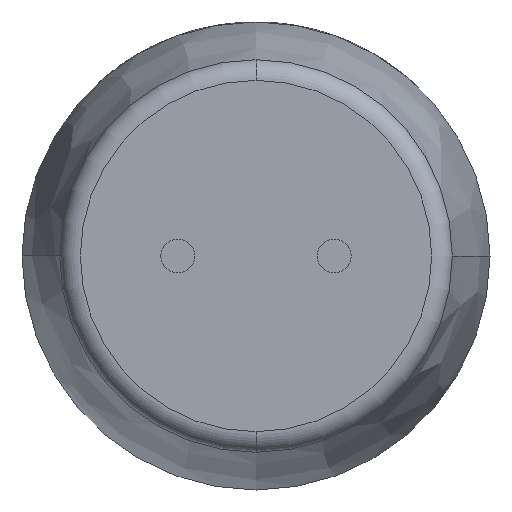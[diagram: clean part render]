
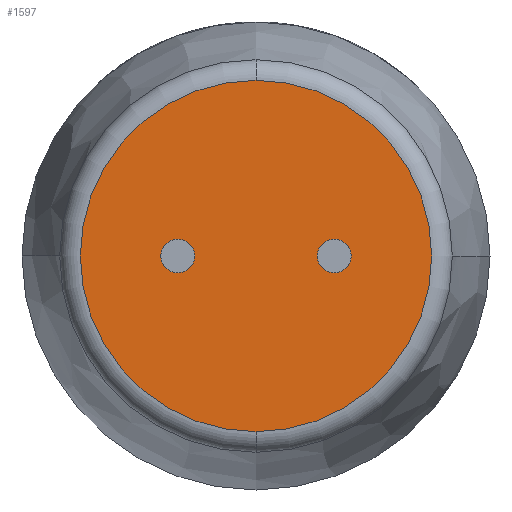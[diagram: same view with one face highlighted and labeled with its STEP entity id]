
A CAD part, front view. The second image highlights one B-rep face of the part: STEP entity #1597.
In plain terms, the highlighted planar face has unit normal (0, -1, 0).
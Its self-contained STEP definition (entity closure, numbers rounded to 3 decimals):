
#70 = CARTESIAN_POINT ( 'NONE',  ( 1.27, 0., 0. ) ) ;
#173 = DIRECTION ( 'NONE',  ( 0., 0., -1. ) ) ;
#235 = CIRCLE ( 'NONE', #1133, 0.275 ) ;
#332 = FACE_BOUND ( 'NONE', #2382, .T. ) ;
#398 = ORIENTED_EDGE ( 'NONE', *, *, #3593, .F. ) ;
#405 = CARTESIAN_POINT ( 'NONE',  ( -1.27, 0., 0. ) ) ;
#514 = EDGE_CURVE ( 'NONE', #1932, #2994, #1490, .T. ) ;
#538 = CIRCLE ( 'NONE', #699, 0.275 ) ;
#553 = ORIENTED_EDGE ( 'NONE', *, *, #2210, .T. ) ;
#563 = CARTESIAN_POINT ( 'NONE',  ( 1.27, 0., -0.275 ) ) ;
#594 = FACE_OUTER_BOUND ( 'NONE', #2529, .T. ) ;
#636 = CIRCLE ( 'NONE', #2532, 2.853 ) ;
#666 = DIRECTION ( 'NONE',  ( 0., 0., 1. ) ) ;
#699 = AXIS2_PLACEMENT_3D ( 'NONE', #70, #1936, #1090 ) ;
#777 = AXIS2_PLACEMENT_3D ( 'NONE', #405, #2660, #973 ) ;
#823 = VERTEX_POINT ( 'NONE', #1454 ) ;
#890 = DIRECTION ( 'NONE',  ( 0., -1., 0. ) ) ;
#940 = DIRECTION ( 'NONE',  ( 0., 1., 0. ) ) ;
#973 = DIRECTION ( 'NONE',  ( 0., 0., 1. ) ) ;
#997 = CARTESIAN_POINT ( 'NONE',  ( 1.27, 0., 0. ) ) ;
#1054 = CIRCLE ( 'NONE', #777, 0.275 ) ;
#1089 = FACE_BOUND ( 'NONE', #1821, .T. ) ;
#1090 = DIRECTION ( 'NONE',  ( 0., 0., -1. ) ) ;
#1133 = AXIS2_PLACEMENT_3D ( 'NONE', #1787, #2673, #666 ) ;
#1157 = VERTEX_POINT ( 'NONE', #3144 ) ;
#1240 = VERTEX_POINT ( 'NONE', #2412 ) ;
#1379 = CARTESIAN_POINT ( 'NONE',  ( 0., 0., -2.853 ) ) ;
#1387 = ORIENTED_EDGE ( 'NONE', *, *, #1830, .T. ) ;
#1454 = CARTESIAN_POINT ( 'NONE',  ( -1.27, 0., -0.275 ) ) ;
#1490 = CIRCLE ( 'NONE', #3381, 0.275 ) ;
#1536 = PLANE ( 'NONE',  #2241 ) ;
#1559 = CARTESIAN_POINT ( 'NONE',  ( 0., 0., 0. ) ) ;
#1580 = DIRECTION ( 'NONE',  ( 0., 1., 0. ) ) ;
#1597 = ADVANCED_FACE ( 'NONE', ( #594, #332, #1089 ), #1536, .F. ) ;
#1608 = CARTESIAN_POINT ( 'NONE',  ( 0., 0., 0. ) ) ;
#1787 = CARTESIAN_POINT ( 'NONE',  ( -1.27, 0., 0. ) ) ;
#1821 = EDGE_LOOP ( 'NONE', ( #398, #3219 ) ) ;
#1830 = EDGE_CURVE ( 'NONE', #3441, #1240, #3330, .T. ) ;
#1932 = VERTEX_POINT ( 'NONE', #2338 ) ;
#1936 = DIRECTION ( 'NONE',  ( 0., 1., 0. ) ) ;
#2045 = EDGE_CURVE ( 'NONE', #1240, #3441, #636, .T. ) ;
#2195 = AXIS2_PLACEMENT_3D ( 'NONE', #2579, #890, #3168 ) ;
#2210 = EDGE_CURVE ( 'NONE', #2994, #1932, #538, .T. ) ;
#2241 = AXIS2_PLACEMENT_3D ( 'NONE', #1559, #940, #3497 ) ;
#2338 = CARTESIAN_POINT ( 'NONE',  ( 1.27, 0., 0.275 ) ) ;
#2382 = EDGE_LOOP ( 'NONE', ( #2832, #553 ) ) ;
#2412 = CARTESIAN_POINT ( 'NONE',  ( 0., 0., 2.853 ) ) ;
#2529 = EDGE_LOOP ( 'NONE', ( #1387, #3151 ) ) ;
#2532 = AXIS2_PLACEMENT_3D ( 'NONE', #1608, #3324, #3042 ) ;
#2542 = EDGE_CURVE ( 'NONE', #823, #1157, #235, .T. ) ;
#2579 = CARTESIAN_POINT ( 'NONE',  ( 0., 0., 0. ) ) ;
#2660 = DIRECTION ( 'NONE',  ( 0., -1., 0. ) ) ;
#2673 = DIRECTION ( 'NONE',  ( 0., -1., 0. ) ) ;
#2832 = ORIENTED_EDGE ( 'NONE', *, *, #514, .T. ) ;
#2994 = VERTEX_POINT ( 'NONE', #563 ) ;
#3042 = DIRECTION ( 'NONE',  ( 0., 0., 1. ) ) ;
#3144 = CARTESIAN_POINT ( 'NONE',  ( -1.27, 0., 0.275 ) ) ;
#3151 = ORIENTED_EDGE ( 'NONE', *, *, #2045, .T. ) ;
#3168 = DIRECTION ( 'NONE',  ( 0., 0., 1. ) ) ;
#3219 = ORIENTED_EDGE ( 'NONE', *, *, #2542, .F. ) ;
#3324 = DIRECTION ( 'NONE',  ( 0., -1., 0. ) ) ;
#3330 = CIRCLE ( 'NONE', #2195, 2.853 ) ;
#3381 = AXIS2_PLACEMENT_3D ( 'NONE', #997, #1580, #173 ) ;
#3441 = VERTEX_POINT ( 'NONE', #1379 ) ;
#3497 = DIRECTION ( 'NONE',  ( 0., 0., 1. ) ) ;
#3593 = EDGE_CURVE ( 'NONE', #1157, #823, #1054, .T. ) ;
